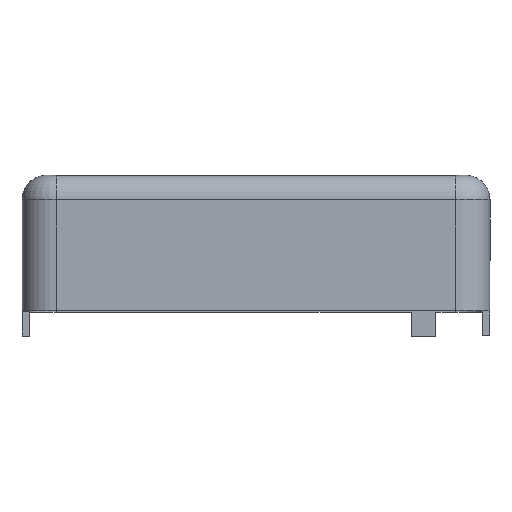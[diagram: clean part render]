
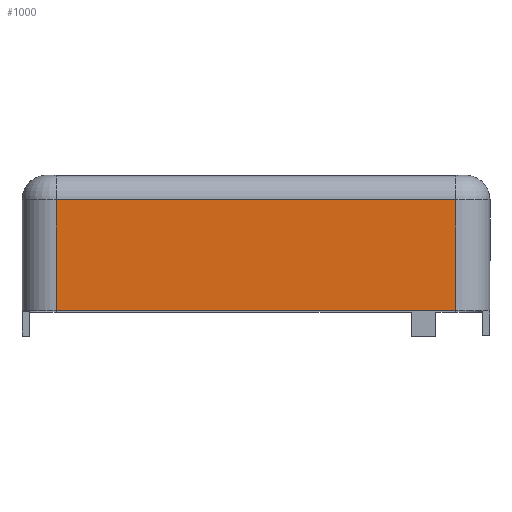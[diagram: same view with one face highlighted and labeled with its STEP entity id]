
A CAD part, top view. The second image highlights one B-rep face of the part: STEP entity #1000.
In plain terms, the highlighted planar face has unit normal (0, 0, 1).
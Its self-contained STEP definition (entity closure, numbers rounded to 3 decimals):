
#87 = EDGE_CURVE ( 'NONE', #3309, #2600, #2883, .T. ) ;
#116 = VECTOR ( 'NONE', #859, 1000. ) ;
#281 = FACE_OUTER_BOUND ( 'NONE', #1507, .T. ) ;
#485 = CARTESIAN_POINT ( 'NONE',  ( -8.1, 0., 17.75 ) ) ;
#576 = DIRECTION ( 'NONE',  ( 0., -1., 0. ) ) ;
#721 = DIRECTION ( 'NONE',  ( 1., 0., 0. ) ) ;
#819 = AXIS2_PLACEMENT_3D ( 'NONE', #2095, #1859, #576 ) ;
#839 = PLANE ( 'NONE',  #819 ) ;
#859 = DIRECTION ( 'NONE',  ( 0., -1., 0. ) ) ;
#1000 = ADVANCED_FACE ( 'NONE', ( #281 ), #839, .T. ) ;
#1045 = EDGE_CURVE ( 'NONE', #2456, #1048, #3271, .T. ) ;
#1048 = VERTEX_POINT ( 'NONE', #2112 ) ;
#1109 = ORIENTED_EDGE ( 'NONE', *, *, #87, .T. ) ;
#1218 = DIRECTION ( 'NONE',  ( 0., -1., 0. ) ) ;
#1222 = CARTESIAN_POINT ( 'NONE',  ( -8.1, -5.5, 17.75 ) ) ;
#1476 = ORIENTED_EDGE ( 'NONE', *, *, #1930, .T. ) ;
#1507 = EDGE_LOOP ( 'NONE', ( #1476, #3218, #1711, #1109 ) ) ;
#1673 = DIRECTION ( 'NONE',  ( 1., 0., 0. ) ) ;
#1711 = ORIENTED_EDGE ( 'NONE', *, *, #1865, .F. ) ;
#1717 = CARTESIAN_POINT ( 'NONE',  ( -8.1, -1., 17.75 ) ) ;
#1859 = DIRECTION ( 'NONE',  ( 0., 0., 1. ) ) ;
#1865 = EDGE_CURVE ( 'NONE', #3309, #2456, #2002, .T. ) ;
#1930 = EDGE_CURVE ( 'NONE', #2600, #1048, #3065, .T. ) ;
#1968 = CARTESIAN_POINT ( 'NONE',  ( -8.1, -1., 17.75 ) ) ;
#2002 = LINE ( 'NONE', #1968, #2433 ) ;
#2057 = VECTOR ( 'NONE', #1218, 1000. ) ;
#2095 = CARTESIAN_POINT ( 'NONE',  ( -8.1, 0., 17.75 ) ) ;
#2112 = CARTESIAN_POINT ( 'NONE',  ( 8.1, -5.5, 17.75 ) ) ;
#2294 = CARTESIAN_POINT ( 'NONE',  ( -8.1, -5.5, 17.75 ) ) ;
#2349 = VECTOR ( 'NONE', #721, 1000. ) ;
#2433 = VECTOR ( 'NONE', #1673, 1000. ) ;
#2456 = VERTEX_POINT ( 'NONE', #3297 ) ;
#2600 = VERTEX_POINT ( 'NONE', #2294 ) ;
#2626 = CARTESIAN_POINT ( 'NONE',  ( 8.1, 0., 17.75 ) ) ;
#2883 = LINE ( 'NONE', #485, #2057 ) ;
#3065 = LINE ( 'NONE', #1222, #2349 ) ;
#3218 = ORIENTED_EDGE ( 'NONE', *, *, #1045, .F. ) ;
#3271 = LINE ( 'NONE', #2626, #116 ) ;
#3297 = CARTESIAN_POINT ( 'NONE',  ( 8.1, -1., 17.75 ) ) ;
#3309 = VERTEX_POINT ( 'NONE', #1717 ) ;
